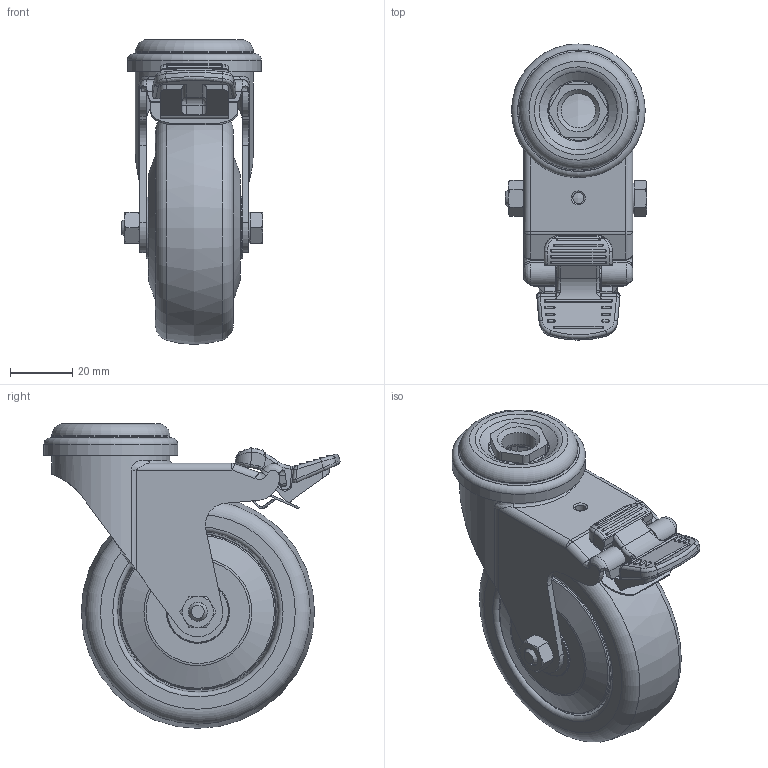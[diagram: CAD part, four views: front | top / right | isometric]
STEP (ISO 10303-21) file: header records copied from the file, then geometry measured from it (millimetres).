
FILE_DESCRIPTION(/* description */ ('Lenkrolle mit Feststeller D75'),/* implementation_level */ '2;1');
FILE_NAME(/* name */ 'Syskomp 412541272 Lenkrolle mit Feststeller D75.stp',/* time_stamp */ '2018-06-25T15:06:47+02:00',/* author */ ('wheldmann'),/* organization */ (''),/* preprocessor_version */ 'ST-DEVELOPER v16.1',/* originating_system */ 'Autodesk Inventor 2016',/* authorisation */ '');
FILE_SCHEMA (('AUTOMOTIVE_DESIGN { 1 0 10303 214 3 1 1 }'));
Length unit declared in the file: millimetre
Products named in the file (1): 412541272 Lenkrolle mit Feststeller D75
Bounding box: 45.5 x 95.22 x 97.99 mm (x, y, z)
Volume: 101849.1 mm3; surface area: 56645.5 mm2
Topology: 3 solids, 3 shells, 945 faces, 2402 edges, 1452 vertices
Faces by surface type: plane 349, cylinder 263, bspline 158, torus 83, cone 68, sphere 24
Full cylindrical faces by diameter (mm): 2 x1, 3.5 x1, 5.5 x1, 6 x1, 6.1 x3, 6.4 x2, 6.5 x2, 7.5 x1, 9.999 x1, 11 x1, 13.45 x1, 13.5 x1, 15.05 x2, 17.45 x1, 23 x2, 26 x1, 30 x1, 32 x2, 33.001 x1, 34 x1, 35 x1, 38 x1, 39 x2, 40 x1, 43 x1
Entity records: 39728 total; most frequent: CARTESIAN_POINT 17650, ORIENTED_EDGE 4348, DIRECTION 4331, EDGE_CURVE 2174, AXIS2_PLACEMENT_3D 1703, VERTEX_POINT 1401, EDGE_LOOP 1121, STYLED_ITEM 945
